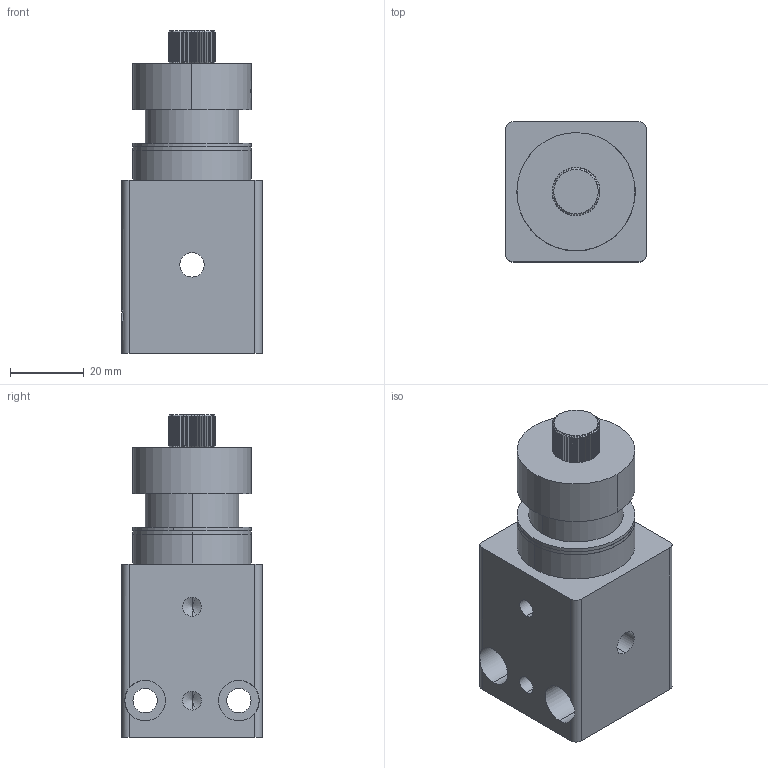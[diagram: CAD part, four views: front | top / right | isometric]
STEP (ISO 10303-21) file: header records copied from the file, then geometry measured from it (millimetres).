
FILE_DESCRIPTION (( 'STEP AP203' ), '1' );
FILE_NAME ('04NDH-2.STEP', '2016-03-16T03:13:22', ( '' ), ( '' ), 'SwSTEP 2.0', 'SolidWorks 2016', '' );
FILE_SCHEMA (( 'CONFIG_CONTROL_DESIGN' ));
Length unit declared in the file: millimetre
Products named in the file (1): 04NDH-2
Bounding box: 38 x 38 x 87.5 mm (x, y, z)
Volume: 81486.7 mm3; surface area: 22768.1 mm2
Topology: 6 solids, 6 shells, 253 faces, 690 edges, 449 vertices
Faces by surface type: plane 133, cylinder 100, cone 18, torus 2
Entity records: 8355 total; most frequent: CARTESIAN_POINT 2147, ORIENTED_EDGE 1360, DIRECTION 1176, EDGE_CURVE 680, AXIS2_PLACEMENT_3D 464, VERTEX_POINT 449, EDGE_LOOP 277, FACE_OUTER_BOUND 253
